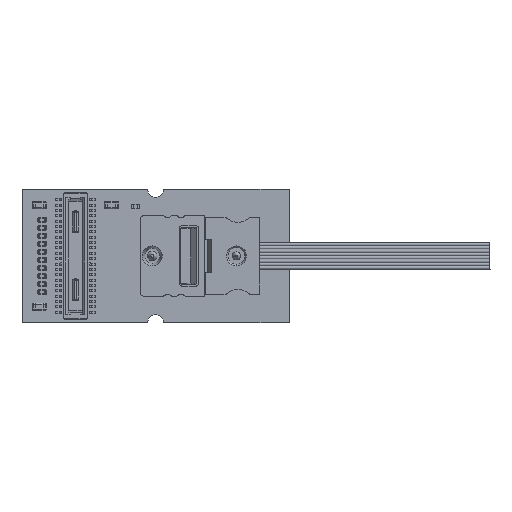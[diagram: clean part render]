
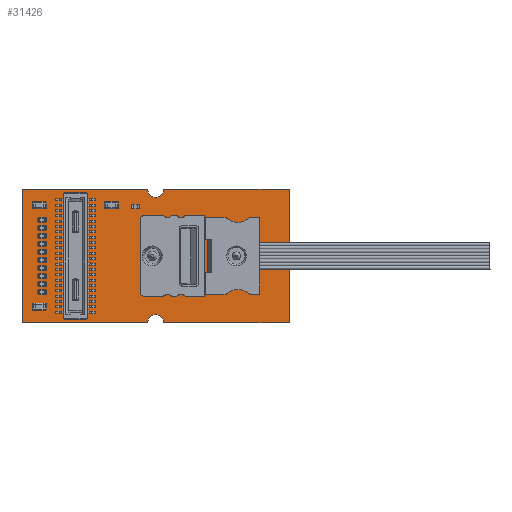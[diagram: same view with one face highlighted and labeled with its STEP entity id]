
A CAD part, top view. The second image highlights one B-rep face of the part: STEP entity #31426.
In plain terms, the highlighted planar face has unit normal (0, 0, 1).
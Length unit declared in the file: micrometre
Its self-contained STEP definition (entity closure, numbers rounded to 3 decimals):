
#948=CIRCLE('',#33340,599.999);
#951=CIRCLE('',#33347,599.999);
#2245=FACE_OUTER_BOUND('',#4074,.T.);
#4074=EDGE_LOOP('',(#20929,#20930,#20931,#20932,#20933,#20934,#20935,#20936));
#6126=LINE('',#45383,#9676);
#6130=LINE('',#45395,#9680);
#6133=LINE('',#45401,#9683);
#6136=LINE('',#45407,#9686);
#6140=LINE('',#45419,#9690);
#6142=LINE('',#45422,#9692);
#9676=VECTOR('',#36173,9400.003);
#9680=VECTOR('',#36185,9399.999);
#9683=VECTOR('',#36190,10000.);
#9686=VECTOR('',#36195,9399.999);
#9690=VECTOR('',#36207,9400.003);
#9692=VECTOR('',#36211,10000.);
#13224=VERTEX_POINT('',#45377);
#13226=VERTEX_POINT('',#45381);
#13228=VERTEX_POINT('',#45386);
#13230=VERTEX_POINT('',#45393);
#13232=VERTEX_POINT('',#45399);
#13234=VERTEX_POINT('',#45405);
#13236=VERTEX_POINT('',#45411);
#13238=VERTEX_POINT('',#45417);
#16278=EDGE_CURVE('',#13224,#13226,#6126,.T.);
#16280=EDGE_CURVE('',#13228,#13226,#948,.T.);
#16284=EDGE_CURVE('',#13228,#13230,#6130,.T.);
#16287=EDGE_CURVE('',#13230,#13232,#6133,.T.);
#16290=EDGE_CURVE('',#13232,#13234,#6136,.T.);
#16293=EDGE_CURVE('',#13236,#13234,#951,.T.);
#16296=EDGE_CURVE('',#13236,#13238,#6140,.T.);
#16298=EDGE_CURVE('',#13238,#13224,#6142,.T.);
#20929=ORIENTED_EDGE('',*,*,#16293,.F.);
#20930=ORIENTED_EDGE('',*,*,#16296,.T.);
#20931=ORIENTED_EDGE('',*,*,#16298,.T.);
#20932=ORIENTED_EDGE('',*,*,#16278,.T.);
#20933=ORIENTED_EDGE('',*,*,#16280,.F.);
#20934=ORIENTED_EDGE('',*,*,#16284,.T.);
#20935=ORIENTED_EDGE('',*,*,#16287,.T.);
#20936=ORIENTED_EDGE('',*,*,#16290,.T.);
#30138=PLANE('',#33351);
#31426=ADVANCED_FACE('',(#2245),#30138,.F.);
#33340=AXIS2_PLACEMENT_3D('',#45388,#36177,#36178);
#33347=AXIS2_PLACEMENT_3D('',#45413,#36201,#36202);
#33351=AXIS2_PLACEMENT_3D('',#45424,#36214,#36215);
#36173=DIRECTION('',(1.,0.,0.));
#36177=DIRECTION('center_axis',(0.,0.,1.));
#36178=DIRECTION('ref_axis',(1.,0.,0.));
#36185=DIRECTION('',(1.,0.,0.));
#36190=DIRECTION('',(0.,1.,0.));
#36195=DIRECTION('',(-1.,0.,0.));
#36201=DIRECTION('center_axis',(0.,0.,1.));
#36202=DIRECTION('ref_axis',(1.,0.,0.));
#36207=DIRECTION('',(-1.,0.,0.));
#36211=DIRECTION('',(0.,-1.,0.));
#36214=DIRECTION('center_axis',(0.,0.,-1.));
#36215=DIRECTION('ref_axis',(-1.,0.,0.));
#45377=CARTESIAN_POINT('',(50000.,50000.,0.));
#45381=CARTESIAN_POINT('',(59400.003,50000.,0.));
#45383=CARTESIAN_POINT('',(50000.,50000.,0.));
#45386=CARTESIAN_POINT('',(60600.001,50000.,0.));
#45388=CARTESIAN_POINT('Origin',(60000.002,49999.999,0.));
#45393=CARTESIAN_POINT('',(70000.,50000.,0.));
#45395=CARTESIAN_POINT('',(50000.,50000.,0.));
#45399=CARTESIAN_POINT('',(70000.,60000.,0.));
#45401=CARTESIAN_POINT('',(70000.,50000.,0.));
#45405=CARTESIAN_POINT('',(60600.001,60000.,0.));
#45407=CARTESIAN_POINT('',(70000.,60000.,0.));
#45411=CARTESIAN_POINT('',(59400.003,60000.,0.));
#45413=CARTESIAN_POINT('Origin',(60000.002,59999.999,0.));
#45417=CARTESIAN_POINT('',(50000.,60000.,0.));
#45419=CARTESIAN_POINT('',(70000.,60000.,0.));
#45422=CARTESIAN_POINT('',(50000.,60000.,0.));
#45424=CARTESIAN_POINT('Origin',(50000.,50000.,0.));
